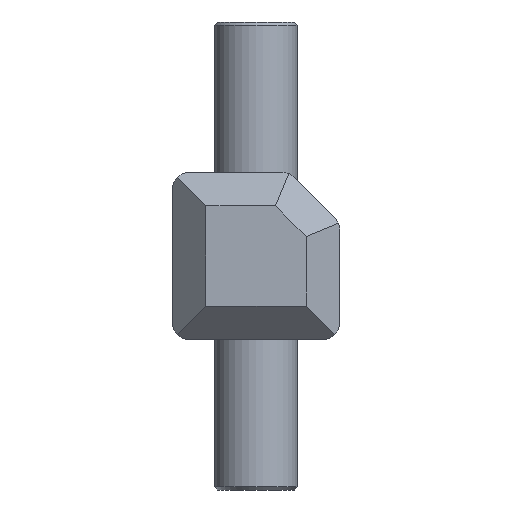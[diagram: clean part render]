
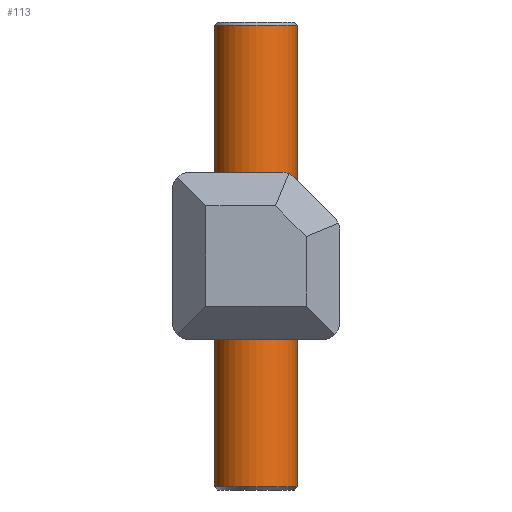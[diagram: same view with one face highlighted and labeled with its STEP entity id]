
A CAD part, left-side view. The second image highlights one B-rep face of the part: STEP entity #113.
In plain terms, the highlighted cylindrical face has radius 1.25 mm (diameter 2.5 mm), a full revolution.
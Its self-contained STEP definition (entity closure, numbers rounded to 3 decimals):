
#68=CYLINDRICAL_SURFACE('',#504,1.25);
#86=FACE_BOUND('',#172,.T.);
#87=FACE_BOUND('',#173,.T.);
#113=ADVANCED_FACE('',(#86,#87),#68,.T.);
#172=EDGE_LOOP('',(#348));
#173=EDGE_LOOP('',(#349));
#348=ORIENTED_EDGE('',*,*,#447,.T.);
#349=ORIENTED_EDGE('',*,*,#448,.T.);
#391=VERTEX_POINT('',#762);
#392=VERTEX_POINT('',#764);
#447=EDGE_CURVE('',#391,#391,#458,.T.);
#448=EDGE_CURVE('',#392,#392,#459,.T.);
#458=CIRCLE('',#502,1.25);
#459=CIRCLE('',#503,1.25);
#502=AXIS2_PLACEMENT_3D('',#761,#624,#625);
#503=AXIS2_PLACEMENT_3D('',#763,#626,#627);
#504=AXIS2_PLACEMENT_3D('',#765,#628,#629);
#624=DIRECTION('',(0.,0.,1.));
#625=DIRECTION('',(-1.,0.,0.));
#626=DIRECTION('',(0.,0.,-1.));
#627=DIRECTION('',(1.,0.,0.));
#628=DIRECTION('',(0.,0.,1.));
#629=DIRECTION('',(1.,0.,0.));
#761=CARTESIAN_POINT('',(0.,0.,0.1));
#762=CARTESIAN_POINT('',(-1.25,0.,0.1));
#763=CARTESIAN_POINT('',(0.,0.,13.9));
#764=CARTESIAN_POINT('',(1.25,0.,13.9));
#765=CARTESIAN_POINT('',(0.,0.,0.));
